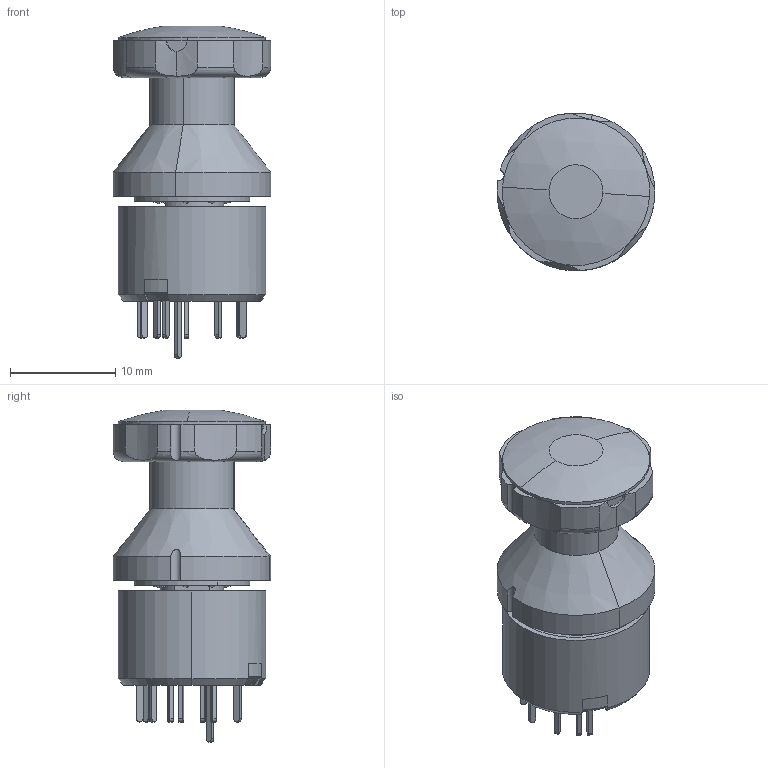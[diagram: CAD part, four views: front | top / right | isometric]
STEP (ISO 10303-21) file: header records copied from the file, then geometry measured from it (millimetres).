
FILE_DESCRIPTION (( 'STEP AP203' ), '1' );
FILE_NAME ('8ﾏ1ﾍ 33-1.STEP', '2020-02-18T06:10:37', ( '' ), ( '' ), 'SwSTEP 2.0', 'SolidWorks 2017', '' );
FILE_SCHEMA (( 'CONFIG_CONTROL_DESIGN' ));
Length unit declared in the file: millimetre
Products named in the file (24): 扻錪犩 諘瀁謺鍷; ÌÏÍ3 ðîòîð 4Í; ÌÏÍ3 10Ï âûâîä-oa7; 扻豵鵨; ﾔﾈﾌﾄ-ﾝ.18.34 ﾂ琿_33; Øàéáà êîíòð. Ì6; ÌÏÍ3 Ïðóæèíêà Ô ïðÿìàÿ; 埱昉.711329.001 扻錝僝鍧; 匀棠.754175.002 暑朦鲱 箫腩蝽栩咫铄; ÔÈÌÄ-Ý.18.27 Óçåë ôèêñàöèè; ÌÏÍ3 Êîíòàêò íà 180; Ãàéêà Ì6; ÌÏÍ3 10Ï îñíîâàíèå; 8ﾏ1ﾍ 33-1; ÔÈÌÄ.758491.005 Øàéáà-ïðîêëàäêà; �����_8�1�; ÔÈÌÄ.753758.001 Ðó÷êà
Assembly tree (22 placements, depth 3):
  ÌÏÍ3 ðîòîð 4Í
  ÌÏÍ3 Ïðóæèíêà Ô ïðÿìàÿ
  8ﾏ1ﾍ 33-1
    ÔÈÌÄ-Ý.18.27 Óçåë ôèêñàöèè
      扻豵鵨
      扻錪犩 諘瀁謺鍷
      匀棠.754175.002 暑朦鲱 箫腩蝽栩咫铄  x2
    �����_8�1�
      ÌÏÍ3 Êîíòàêò íà 180
      ÌÏÍ3 10Ï âûâîä-oa7
      ÌÏÍ3 10Ï îñíîâàíèå
      ÌÏÍ3 10Ï âûâîä-oa7
      ÌÏÍ3 10Ï âûâîä-oa7
      ÌÏÍ3 10Ï âûâîä-oa7
      ÌÏÍ3 10Ï âûâîä-oa7
      ÌÏÍ3 10Ï âûâîä-oa7
      ÌÏÍ3 10Ï âûâîä-oa7
      ÌÏÍ3 10Ï âûâîä-oa7
    ﾔﾈﾌﾄ-ﾝ.18.34 ﾂ琿_33
    ÔÈÌÄ.758491.005 Øàéáà-ïðîêëàäêà
    Øàéáà êîíòð. Ì6
    Ãàéêà Ì6
    ÔÈÌÄ.753758.001 Ðó÷êà
    埱昉.711329.001 扻錝僝鍧
Bounding box: 14.99 x 14.99 x 31.55 mm (x, y, z)
Volume: 1736.8 mm3; surface area: 4340.8 mm2
Topology: 20 solids, 20 shells, 428 faces, 1015 edges, 650 vertices
Faces by surface type: plane 207, cylinder 124, bspline 51, cone 34, torus 8, sphere 4
Entity records: 15925 total; most frequent: CARTESIAN_POINT 3717, ORIENTED_EDGE 2014, DIRECTION 1978, EDGE_CURVE 1007, AXIS2_PLACEMENT_3D 707, VERTEX_POINT 646, LINE 564, VECTOR 564
